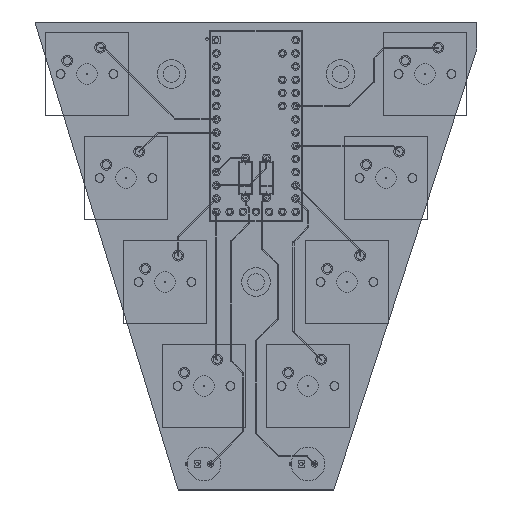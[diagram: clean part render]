
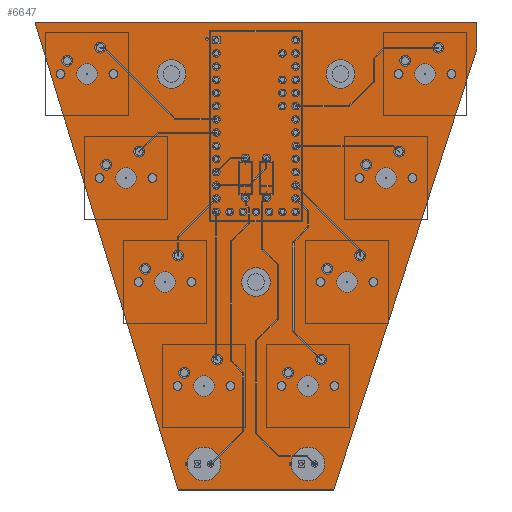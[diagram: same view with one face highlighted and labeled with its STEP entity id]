
A CAD part, top view. The second image highlights one B-rep face of the part: STEP entity #6647.
In plain terms, the highlighted planar face has unit normal (0, 0, 1).
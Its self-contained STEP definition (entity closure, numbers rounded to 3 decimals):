
#6262 = VERTEX_POINT('',#6263);
#6263 = CARTESIAN_POINT('',(32.5,0.,-0.035));
#6272 = PLANE('',#6273);
#6273 = AXIS2_PLACEMENT_3D('',#6274,#6275,#6276);
#6274 = CARTESIAN_POINT('',(32.5,0.,-0.035));
#6275 = DIRECTION('',(0.,-1.,0.));
#6276 = DIRECTION('',(1.,0.,0.));
#6284 = PLANE('',#6285);
#6285 = AXIS2_PLACEMENT_3D('',#6286,#6287,#6288);
#6286 = CARTESIAN_POINT('',(5.,90.,-0.035));
#6287 = DIRECTION('',(-0.956,-0.292,-0.));
#6288 = DIRECTION('',(0.292,-0.956,0.));
#6325 = VERTEX_POINT('',#6326);
#6326 = CARTESIAN_POINT('',(62.5,0.,-0.035));
#6340 = PLANE('',#6341);
#6341 = AXIS2_PLACEMENT_3D('',#6342,#6343,#6344);
#6342 = CARTESIAN_POINT('',(62.5,0.,-0.035));
#6343 = DIRECTION('',(0.951,-0.308,0.));
#6344 = DIRECTION('',(0.308,0.951,0.));
#6352 = EDGE_CURVE('',#6262,#6325,#6353,.T.);
#6353 = SURFACE_CURVE('',#6354,(#6358,#6365),.PCURVE_S1.);
#6354 = LINE('',#6355,#6356);
#6355 = CARTESIAN_POINT('',(32.5,0.,-0.035));
#6356 = VECTOR('',#6357,1.);
#6357 = DIRECTION('',(1.,0.,0.));
#6358 = PCURVE('',#6272,#6359);
#6359 = DEFINITIONAL_REPRESENTATION('',(#6360),#6364);
#6360 = LINE('',#6361,#6362);
#6361 = CARTESIAN_POINT('',(0.,0.));
#6362 = VECTOR('',#6363,1.);
#6363 = DIRECTION('',(1.,0.));
#6364 = ( GEOMETRIC_REPRESENTATION_CONTEXT(2) 
PARAMETRIC_REPRESENTATION_CONTEXT() REPRESENTATION_CONTEXT('2D SPACE',''
  ) );
#6365 = PCURVE('',#6366,#6371);
#6366 = PLANE('',#6367);
#6367 = AXIS2_PLACEMENT_3D('',#6368,#6369,#6370);
#6368 = CARTESIAN_POINT('',(47.748,53.121,-0.035));
#6369 = DIRECTION('',(0.,0.,1.));
#6370 = DIRECTION('',(1.,0.,-0.));
#6371 = DEFINITIONAL_REPRESENTATION('',(#6372),#6376);
#6372 = LINE('',#6373,#6374);
#6373 = CARTESIAN_POINT('',(-15.248,-53.121));
#6374 = VECTOR('',#6375,1.);
#6375 = DIRECTION('',(1.,0.));
#6376 = ( GEOMETRIC_REPRESENTATION_CONTEXT(2) 
PARAMETRIC_REPRESENTATION_CONTEXT() REPRESENTATION_CONTEXT('2D SPACE',''
  ) );
#6406 = VERTEX_POINT('',#6407);
#6407 = CARTESIAN_POINT('',(90.,85.,-0.035));
#6421 = PLANE('',#6422);
#6422 = AXIS2_PLACEMENT_3D('',#6423,#6424,#6425);
#6423 = CARTESIAN_POINT('',(90.,85.,-0.035));
#6424 = DIRECTION('',(1.,-0.,0.));
#6425 = DIRECTION('',(0.,1.,0.));
#6433 = EDGE_CURVE('',#6325,#6406,#6434,.T.);
#6434 = SURFACE_CURVE('',#6435,(#6439,#6446),.PCURVE_S1.);
#6435 = LINE('',#6436,#6437);
#6436 = CARTESIAN_POINT('',(62.5,0.,-0.035));
#6437 = VECTOR('',#6438,1.);
#6438 = DIRECTION('',(0.308,0.951,0.));
#6439 = PCURVE('',#6340,#6440);
#6440 = DEFINITIONAL_REPRESENTATION('',(#6441),#6445);
#6441 = LINE('',#6442,#6443);
#6442 = CARTESIAN_POINT('',(0.,0.));
#6443 = VECTOR('',#6444,1.);
#6444 = DIRECTION('',(1.,0.));
#6445 = ( GEOMETRIC_REPRESENTATION_CONTEXT(2) 
PARAMETRIC_REPRESENTATION_CONTEXT() REPRESENTATION_CONTEXT('2D SPACE',''
  ) );
#6446 = PCURVE('',#6366,#6447);
#6447 = DEFINITIONAL_REPRESENTATION('',(#6448),#6452);
#6448 = LINE('',#6449,#6450);
#6449 = CARTESIAN_POINT('',(14.752,-53.121));
#6450 = VECTOR('',#6451,1.);
#6451 = DIRECTION('',(0.308,0.951));
#6452 = ( GEOMETRIC_REPRESENTATION_CONTEXT(2) 
PARAMETRIC_REPRESENTATION_CONTEXT() REPRESENTATION_CONTEXT('2D SPACE',''
  ) );
#6482 = VERTEX_POINT('',#6483);
#6483 = CARTESIAN_POINT('',(90.,90.,-0.035));
#6497 = PLANE('',#6498);
#6498 = AXIS2_PLACEMENT_3D('',#6499,#6500,#6501);
#6499 = CARTESIAN_POINT('',(90.,90.,-0.035));
#6500 = DIRECTION('',(0.,1.,0.));
#6501 = DIRECTION('',(-1.,0.,0.));
#6509 = EDGE_CURVE('',#6406,#6482,#6510,.T.);
#6510 = SURFACE_CURVE('',#6511,(#6515,#6522),.PCURVE_S1.);
#6511 = LINE('',#6512,#6513);
#6512 = CARTESIAN_POINT('',(90.,85.,-0.035));
#6513 = VECTOR('',#6514,1.);
#6514 = DIRECTION('',(0.,1.,0.));
#6515 = PCURVE('',#6421,#6516);
#6516 = DEFINITIONAL_REPRESENTATION('',(#6517),#6521);
#6517 = LINE('',#6518,#6519);
#6518 = CARTESIAN_POINT('',(0.,0.));
#6519 = VECTOR('',#6520,1.);
#6520 = DIRECTION('',(1.,0.));
#6521 = ( GEOMETRIC_REPRESENTATION_CONTEXT(2) 
PARAMETRIC_REPRESENTATION_CONTEXT() REPRESENTATION_CONTEXT('2D SPACE',''
  ) );
#6522 = PCURVE('',#6366,#6523);
#6523 = DEFINITIONAL_REPRESENTATION('',(#6524),#6528);
#6524 = LINE('',#6525,#6526);
#6525 = CARTESIAN_POINT('',(42.252,31.879));
#6526 = VECTOR('',#6527,1.);
#6527 = DIRECTION('',(0.,1.));
#6528 = ( GEOMETRIC_REPRESENTATION_CONTEXT(2) 
PARAMETRIC_REPRESENTATION_CONTEXT() REPRESENTATION_CONTEXT('2D SPACE',''
  ) );
#6558 = VERTEX_POINT('',#6559);
#6559 = CARTESIAN_POINT('',(5.,90.,-0.035));
#6580 = EDGE_CURVE('',#6482,#6558,#6581,.T.);
#6581 = SURFACE_CURVE('',#6582,(#6586,#6593),.PCURVE_S1.);
#6582 = LINE('',#6583,#6584);
#6583 = CARTESIAN_POINT('',(90.,90.,-0.035));
#6584 = VECTOR('',#6585,1.);
#6585 = DIRECTION('',(-1.,0.,0.));
#6586 = PCURVE('',#6497,#6587);
#6587 = DEFINITIONAL_REPRESENTATION('',(#6588),#6592);
#6588 = LINE('',#6589,#6590);
#6589 = CARTESIAN_POINT('',(0.,0.));
#6590 = VECTOR('',#6591,1.);
#6591 = DIRECTION('',(1.,0.));
#6592 = ( GEOMETRIC_REPRESENTATION_CONTEXT(2) 
PARAMETRIC_REPRESENTATION_CONTEXT() REPRESENTATION_CONTEXT('2D SPACE',''
  ) );
#6593 = PCURVE('',#6366,#6594);
#6594 = DEFINITIONAL_REPRESENTATION('',(#6595),#6599);
#6595 = LINE('',#6596,#6597);
#6596 = CARTESIAN_POINT('',(42.252,36.879));
#6597 = VECTOR('',#6598,1.);
#6598 = DIRECTION('',(-1.,0.));
#6599 = ( GEOMETRIC_REPRESENTATION_CONTEXT(2) 
PARAMETRIC_REPRESENTATION_CONTEXT() REPRESENTATION_CONTEXT('2D SPACE',''
  ) );
#6627 = EDGE_CURVE('',#6558,#6262,#6628,.T.);
#6628 = SURFACE_CURVE('',#6629,(#6633,#6640),.PCURVE_S1.);
#6629 = LINE('',#6630,#6631);
#6630 = CARTESIAN_POINT('',(5.,90.,-0.035));
#6631 = VECTOR('',#6632,1.);
#6632 = DIRECTION('',(0.292,-0.956,0.));
#6633 = PCURVE('',#6284,#6634);
#6634 = DEFINITIONAL_REPRESENTATION('',(#6635),#6639);
#6635 = LINE('',#6636,#6637);
#6636 = CARTESIAN_POINT('',(0.,0.));
#6637 = VECTOR('',#6638,1.);
#6638 = DIRECTION('',(1.,0.));
#6639 = ( GEOMETRIC_REPRESENTATION_CONTEXT(2) 
PARAMETRIC_REPRESENTATION_CONTEXT() REPRESENTATION_CONTEXT('2D SPACE',''
  ) );
#6640 = PCURVE('',#6366,#6641);
#6641 = DEFINITIONAL_REPRESENTATION('',(#6642),#6646);
#6642 = LINE('',#6643,#6644);
#6643 = CARTESIAN_POINT('',(-42.748,36.879));
#6644 = VECTOR('',#6645,1.);
#6645 = DIRECTION('',(0.292,-0.956));
#6646 = ( GEOMETRIC_REPRESENTATION_CONTEXT(2) 
PARAMETRIC_REPRESENTATION_CONTEXT() REPRESENTATION_CONTEXT('2D SPACE',''
  ) );
#6647 = ADVANCED_FACE('',(#6648),#6366,.T.);
#6648 = FACE_BOUND('',#6649,.T.);
#6649 = EDGE_LOOP('',(#6650,#6651,#6652,#6653,#6654));
#6650 = ORIENTED_EDGE('',*,*,#6352,.T.);
#6651 = ORIENTED_EDGE('',*,*,#6433,.T.);
#6652 = ORIENTED_EDGE('',*,*,#6509,.T.);
#6653 = ORIENTED_EDGE('',*,*,#6580,.T.);
#6654 = ORIENTED_EDGE('',*,*,#6627,.T.);
